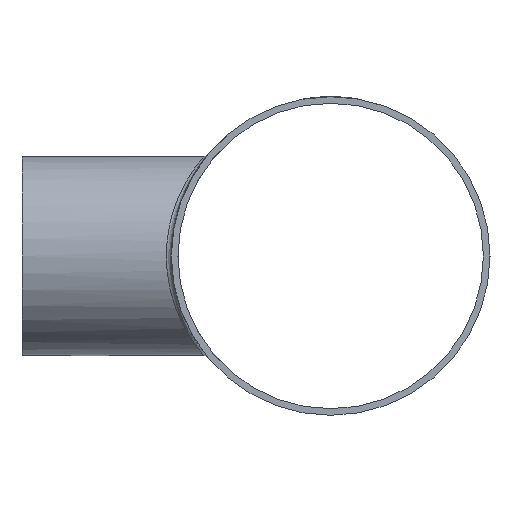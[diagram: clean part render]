
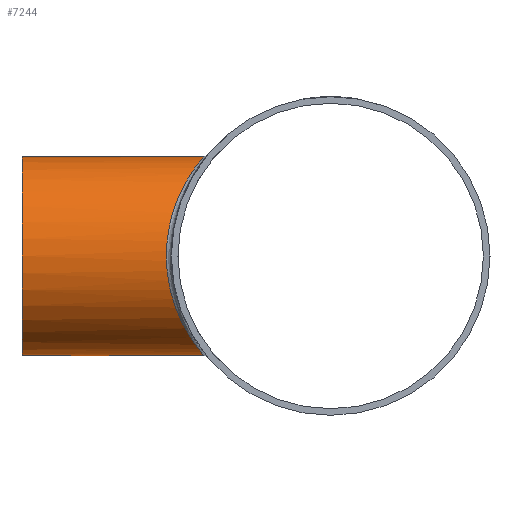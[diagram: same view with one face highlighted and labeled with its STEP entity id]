
A CAD part, left-side view. The second image highlights one B-rep face of the part: STEP entity #7244.
In plain terms, the highlighted cylindrical face has radius 31.75 mm (diameter 63.5 mm), a full revolution.
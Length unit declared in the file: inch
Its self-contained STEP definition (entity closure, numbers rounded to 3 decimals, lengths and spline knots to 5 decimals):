
#143=FACE_BOUND('',#1332,.T.);
#899=FACE_OUTER_BOUND('',#1331,.T.);
#1331=EDGE_LOOP('',(#6768));
#1332=EDGE_LOOP('',(#6769));
#2514=CIRCLE('',#7688,1.25);
#2851=B_SPLINE_CURVE_WITH_KNOTS('',3,(#15439,#15440,#15441,#15442,#15443,
#15444,#15445,#15446,#15447,#15448,#15449,#15450,#15451,#15452,#15453,#15454,
#15455,#15456,#15457,#15458,#15459,#15460,#15461,#15462,#15463),
 .UNSPECIFIED.,.T.,.F.,(4,1,1,1,1,1,1,1,1,1,1,1,1,1,1,1,1,1,1,1,1,1,4),
(0.,0.70741,1.41481,2.82963,3.77283,
4.71604,5.65925,6.60246,7.54567,8.48888,
9.43209,10.3753,11.3185,12.26171,13.20492,
14.14813,14.61974,15.09134,16.03455,16.97776,
18.39257,19.09998,19.80738),.UNSPECIFIED.);
#3564=VERTEX_POINT('',#15437);
#3565=VERTEX_POINT('',#15465);
#4636=EDGE_CURVE('',#3564,#3564,#2851,.T.);
#4637=EDGE_CURVE('',#3565,#3565,#2514,.T.);
#6768=ORIENTED_EDGE('',*,*,#4637,.T.);
#6769=ORIENTED_EDGE('',*,*,#4636,.F.);
#6822=CYLINDRICAL_SURFACE('',#7687,1.25);
#7244=ADVANCED_FACE('',(#899,#143),#6822,.T.);
#7687=AXIS2_PLACEMENT_3D('',#15464,#9090,#9091);
#7688=AXIS2_PLACEMENT_3D('',#15466,#9092,#9093);
#9090=DIRECTION('center_axis',(0.,-1.,0.));
#9091=DIRECTION('ref_axis',(1.,0.,0.));
#9092=DIRECTION('center_axis',(0.,-1.,0.));
#9093=DIRECTION('ref_axis',(1.,0.,0.));
#15437=CARTESIAN_POINT('',(0.,1.59099,1.25));
#15439=CARTESIAN_POINT('Ctrl Pts',(0.,1.59097,
1.25001));
#15440=CARTESIAN_POINT('Ctrl Pts',(-0.09641,1.59097,
1.25001));
#15441=CARTESIAN_POINT('Ctrl Pts',(-0.28924,1.61094,
1.22739));
#15442=CARTESIAN_POINT('Ctrl Pts',(-0.64291,1.7144,
1.09947));
#15443=CARTESIAN_POINT('Ctrl Pts',(-0.95409,1.87511,
0.85028));
#15444=CARTESIAN_POINT('Ctrl Pts',(-1.17655,2.01315,0.4758));
#15445=CARTESIAN_POINT('Ctrl Pts',(-1.26642,2.07366,0.0986));
#15446=CARTESIAN_POINT('Ctrl Pts',(-1.23571,2.05266,-0.29224));
#15447=CARTESIAN_POINT('Ctrl Pts',(-1.09216,1.95913,-0.64482));
#15448=CARTESIAN_POINT('Ctrl Pts',(-0.86049,1.82431,
-0.93057));
#15449=CARTESIAN_POINT('Ctrl Pts',(-0.55913,1.68556,
-1.13809));
#15450=CARTESIAN_POINT('Ctrl Pts',(-0.19701,1.58713,
-1.25473));
#15451=CARTESIAN_POINT('Ctrl Pts',(0.19703,1.58714,-1.25472));
#15452=CARTESIAN_POINT('Ctrl Pts',(0.55919,1.68557,-1.13807));
#15453=CARTESIAN_POINT('Ctrl Pts',(0.86044,1.8243,-0.93057));
#15454=CARTESIAN_POINT('Ctrl Pts',(1.09223,1.95916,-0.64481));
#15455=CARTESIAN_POINT('Ctrl Pts',(1.2117,2.03702,-0.35091));
#15456=CARTESIAN_POINT('Ctrl Pts',(1.25119,2.06325,-0.09683));
#15457=CARTESIAN_POINT('Ctrl Pts',(1.25136,2.06353,0.1615));
#15458=CARTESIAN_POINT('Ctrl Pts',(1.17658,2.01317,0.47577));
#15459=CARTESIAN_POINT('Ctrl Pts',(0.95404,1.87509,0.85031));
#15460=CARTESIAN_POINT('Ctrl Pts',(0.64293,1.71441,1.09946));
#15461=CARTESIAN_POINT('Ctrl Pts',(0.28923,1.61094,1.22739));
#15462=CARTESIAN_POINT('Ctrl Pts',(0.09641,1.59097,
1.25001));
#15463=CARTESIAN_POINT('Ctrl Pts',(0.,1.59097,
1.25001));
#15464=CARTESIAN_POINT('Origin',(0.,3.875,0.));
#15465=CARTESIAN_POINT('',(-1.25,3.875,0.));
#15466=CARTESIAN_POINT('Origin',(0.,3.875,0.));
